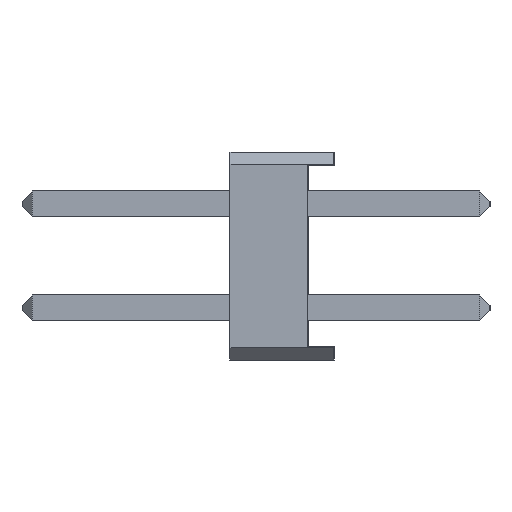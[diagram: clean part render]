
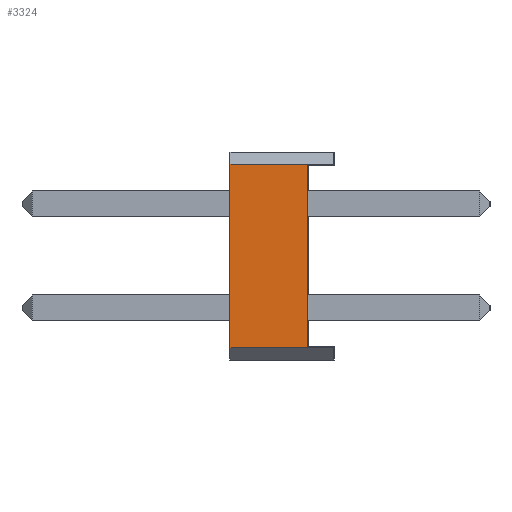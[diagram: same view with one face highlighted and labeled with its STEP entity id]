
A CAD part, left-side view. The second image highlights one B-rep face of the part: STEP entity #3324.
In plain terms, the highlighted planar face has unit normal (-1, 0, 0).
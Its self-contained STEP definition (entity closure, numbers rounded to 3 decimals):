
#162=ORIENTED_EDGE('',*,*,#1066,.T.);
#163=ORIENTED_EDGE('',*,*,#1067,.T.);
#164=ORIENTED_EDGE('',*,*,#1068,.F.);
#165=ORIENTED_EDGE('',*,*,#1069,.F.);
#166=ORIENTED_EDGE('',*,*,#1070,.T.);
#167=ORIENTED_EDGE('',*,*,#1071,.T.);
#168=ORIENTED_EDGE('',*,*,#1072,.T.);
#169=ORIENTED_EDGE('',*,*,#1073,.T.);
#1066=EDGE_CURVE('',#1520,#1521,#1840,.T.);
#1067=EDGE_CURVE('',#1521,#1522,#1841,.T.);
#1068=EDGE_CURVE('',#1523,#1522,#1842,.T.);
#1069=EDGE_CURVE('',#1524,#1523,#1843,.T.);
#1070=EDGE_CURVE('',#1524,#1525,#1844,.T.);
#1071=EDGE_CURVE('',#1525,#1526,#1845,.T.);
#1072=EDGE_CURVE('',#1526,#1527,#1846,.T.);
#1073=EDGE_CURVE('',#1527,#1520,#1847,.T.);
#1520=VERTEX_POINT('',#4597);
#1521=VERTEX_POINT('',#4598);
#1522=VERTEX_POINT('',#4600);
#1523=VERTEX_POINT('',#4602);
#1524=VERTEX_POINT('',#4604);
#1525=VERTEX_POINT('',#4606);
#1526=VERTEX_POINT('',#4608);
#1527=VERTEX_POINT('',#4610);
#1840=LINE('',#4596,#2306);
#1841=LINE('',#4599,#2307);
#1842=LINE('',#4601,#2308);
#1843=LINE('',#4603,#2309);
#1844=LINE('',#4605,#2310);
#1845=LINE('',#4607,#2311);
#1846=LINE('',#4609,#2312);
#1847=LINE('',#4611,#2313);
#2306=VECTOR('',#3782,1000.);
#2307=VECTOR('',#3783,1000.);
#2308=VECTOR('',#3784,1000.);
#2309=VECTOR('',#3785,1000.);
#2310=VECTOR('',#3786,1000.);
#2311=VECTOR('',#3787,1000.);
#2312=VECTOR('',#3788,1000.);
#2313=VECTOR('',#3789,1000.);
#2758=EDGE_LOOP('',(#162,#163,#164,#165,#166,#167,#168,#169));
#2960=FACE_BOUND('',#2758,.T.);
#3162=PLANE('',#3533);
#3324=ADVANCED_FACE('',(#2960),#3162,.F.);
#3533=AXIS2_PLACEMENT_3D('',#4595,#3780,#3781);
#3780=DIRECTION('',(1.,0.,0.));
#3781=DIRECTION('',(0.,0.,-1.));
#3782=DIRECTION('',(0.,-1.,0.));
#3783=DIRECTION('',(0.,0.,1.));
#3784=DIRECTION('',(0.,-1.,0.));
#3785=DIRECTION('',(0.,0.,1.));
#3786=DIRECTION('',(0.,-1.,0.));
#3787=DIRECTION('',(0.,0.,1.));
#3788=DIRECTION('',(0.,1.,0.));
#3789=DIRECTION('',(0.,0.,1.));
#4595=CARTESIAN_POINT('',(0.,2.,-1.76));
#4596=CARTESIAN_POINT('',(0.,0.5,1.75));
#4597=CARTESIAN_POINT('',(0.,0.5,1.75));
#4598=CARTESIAN_POINT('',(0.,0.,1.75));
#4599=CARTESIAN_POINT('',(0.,0.,-1.76));
#4600=CARTESIAN_POINT('',(0.,0.,1.76));
#4601=CARTESIAN_POINT('',(0.,2.,1.76));
#4602=CARTESIAN_POINT('',(0.,2.,1.76));
#4603=CARTESIAN_POINT('',(0.,2.,-1.76));
#4604=CARTESIAN_POINT('',(0.,2.,-1.76));
#4605=CARTESIAN_POINT('',(0.,2.,-1.76));
#4606=CARTESIAN_POINT('',(0.,0.,-1.76));
#4607=CARTESIAN_POINT('',(0.,0.,-1.76));
#4608=CARTESIAN_POINT('',(0.,0.,-1.75));
#4609=CARTESIAN_POINT('',(0.,0.,-1.75));
#4610=CARTESIAN_POINT('',(0.,0.5,-1.75));
#4611=CARTESIAN_POINT('',(0.,0.5,-1.75));
